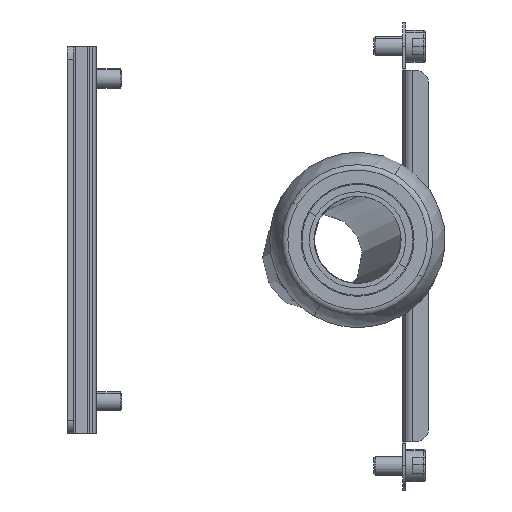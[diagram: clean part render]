
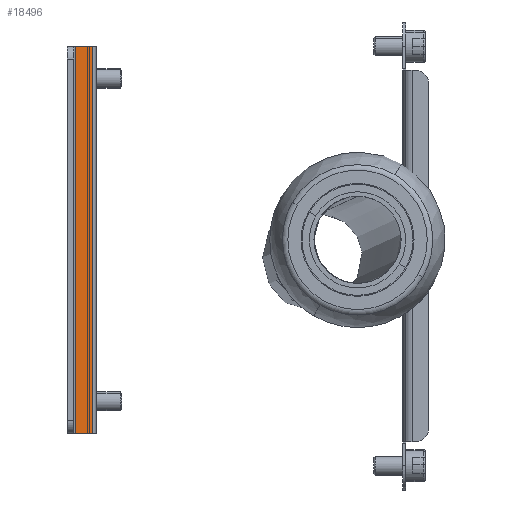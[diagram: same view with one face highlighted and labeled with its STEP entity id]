
A CAD part, left-side view. The second image highlights one B-rep face of the part: STEP entity #18496.
In plain terms, the highlighted planar face has unit normal (-0.707, -0.707, 0).
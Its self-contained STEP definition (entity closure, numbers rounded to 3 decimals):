
#540 = CARTESIAN_POINT ( 'NONE',  ( 254.016, 1599.427, 60. ) ) ;
#784 = CARTESIAN_POINT ( 'NONE',  ( 301.028, 1552.414, -60. ) ) ;
#2027 = CARTESIAN_POINT ( 'NONE',  ( 306.271, 1547.172, 60. ) ) ;
#2901 = VECTOR ( 'NONE', #22086, 1000. ) ;
#3065 = LINE ( 'NONE', #5276, #17286 ) ;
#4443 = DIRECTION ( 'NONE',  ( 0.707, -0.707, 0. ) ) ;
#5276 = CARTESIAN_POINT ( 'NONE',  ( 254.016, 1599.427, -60. ) ) ;
#5334 = CARTESIAN_POINT ( 'NONE',  ( 312.352, 1541.091, 0. ) ) ;
#5402 = CARTESIAN_POINT ( 'NONE',  ( 301.028, 1552.414, 0. ) ) ;
#5475 = VERTEX_POINT ( 'NONE', #8768 ) ;
#5890 = EDGE_CURVE ( 'NONE', #5475, #21171, #3065, .T. ) ;
#6283 = VECTOR ( 'NONE', #4443, 1000. ) ;
#6422 = AXIS2_PLACEMENT_3D ( 'NONE', #5334, #12964, #13131 ) ;
#7849 = VERTEX_POINT ( 'NONE', #2027 ) ;
#7943 = EDGE_CURVE ( 'NONE', #9000, #7849, #11322, .T. ) ;
#8768 = CARTESIAN_POINT ( 'NONE',  ( 306.271, 1547.172, -60. ) ) ;
#9000 = VERTEX_POINT ( 'NONE', #13596 ) ;
#9202 = DIRECTION ( 'NONE',  ( 0., 0., -1. ) ) ;
#9394 = PLANE ( 'NONE',  #6422 ) ;
#9450 = LINE ( 'NONE', #5402, #10337 ) ;
#10337 = VECTOR ( 'NONE', #9202, 1000. ) ;
#10460 = ORIENTED_EDGE ( 'NONE', *, *, #12068, .F. ) ;
#11322 = LINE ( 'NONE', #540, #6283 ) ;
#12068 = EDGE_CURVE ( 'NONE', #7849, #5475, #12990, .T. ) ;
#12889 = EDGE_CURVE ( 'NONE', #9000, #21171, #9450, .T. ) ;
#12964 = DIRECTION ( 'NONE',  ( 0.707, 0.707, 0. ) ) ;
#12990 = LINE ( 'NONE', #22328, #2901 ) ;
#13131 = DIRECTION ( 'NONE',  ( 0., 0., 1. ) ) ;
#13596 = CARTESIAN_POINT ( 'NONE',  ( 301.028, 1552.414, 60. ) ) ;
#14588 = ORIENTED_EDGE ( 'NONE', *, *, #7943, .F. ) ;
#14605 = ORIENTED_EDGE ( 'NONE', *, *, #12889, .T. ) ;
#15058 = DIRECTION ( 'NONE',  ( -0.707, 0.707, 0. ) ) ;
#17286 = VECTOR ( 'NONE', #15058, 1000. ) ;
#18306 = ORIENTED_EDGE ( 'NONE', *, *, #5890, .F. ) ;
#18496 = ADVANCED_FACE ( 'NONE', ( #23847 ), #9394, .F. ) ;
#20714 = EDGE_LOOP ( 'NONE', ( #14588, #14605, #18306, #10460 ) ) ;
#21171 = VERTEX_POINT ( 'NONE', #784 ) ;
#22086 = DIRECTION ( 'NONE',  ( 0., 0., -1. ) ) ;
#22328 = CARTESIAN_POINT ( 'NONE',  ( 306.271, 1547.172, 0. ) ) ;
#23847 = FACE_OUTER_BOUND ( 'NONE', #20714, .T. ) ;
